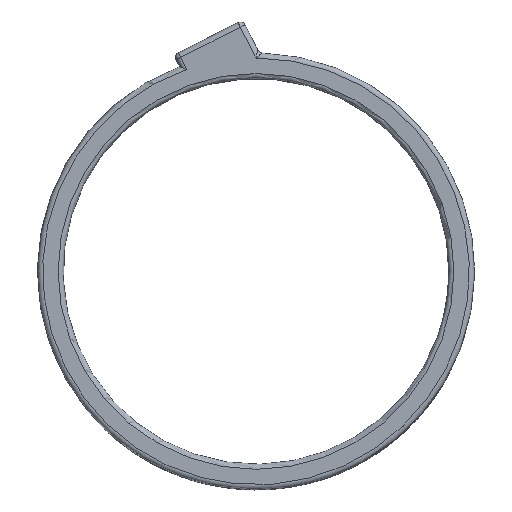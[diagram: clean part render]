
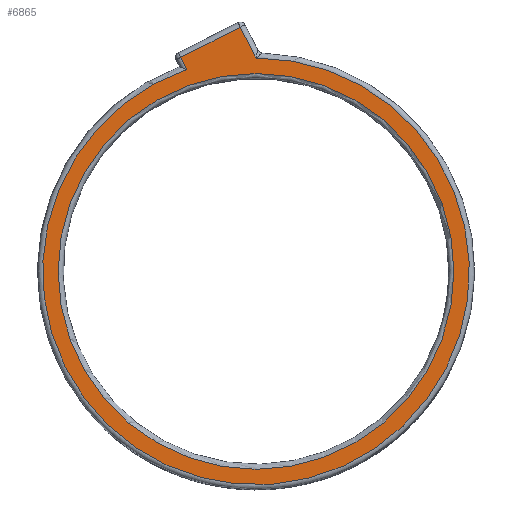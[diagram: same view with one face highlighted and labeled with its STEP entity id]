
A CAD part, top view. The second image highlights one B-rep face of the part: STEP entity #6865.
In plain terms, the highlighted planar face has unit normal (0, 0, 1).
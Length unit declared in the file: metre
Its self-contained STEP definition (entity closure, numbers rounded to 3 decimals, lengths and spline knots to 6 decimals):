
#766=CIRCLE('',#7435,0.0385);
#767=CIRCLE('',#7436,0.0415);
#1264=ORIENTED_EDGE('',*,*,#3392,.T.);
#1265=ORIENTED_EDGE('',*,*,#3393,.T.);
#1266=ORIENTED_EDGE('',*,*,#3394,.T.);
#1267=ORIENTED_EDGE('',*,*,#3395,.T.);
#1268=ORIENTED_EDGE('',*,*,#3396,.T.);
#3392=EDGE_CURVE('',#4455,#4455,#766,.F.);
#3393=EDGE_CURVE('',#4456,#4457,#4910,.T.);
#3394=EDGE_CURVE('',#4457,#4458,#4911,.T.);
#3395=EDGE_CURVE('',#4458,#4459,#4912,.F.);
#3396=EDGE_CURVE('',#4459,#4456,#767,.T.);
#4455=VERTEX_POINT('',#10608);
#4456=VERTEX_POINT('',#10610);
#4457=VERTEX_POINT('',#10611);
#4458=VERTEX_POINT('',#10613);
#4459=VERTEX_POINT('',#10615);
#4910=LINE('',#10609,#5386);
#4911=LINE('',#10612,#5387);
#4912=LINE('',#10614,#5388);
#5386=VECTOR('',#8252,1.);
#5387=VECTOR('',#8253,1.);
#5388=VECTOR('',#8254,1.);
#5827=EDGE_LOOP('',(#1264));
#5828=EDGE_LOOP('',(#1265,#1266,#1267,#1268));
#6273=FACE_BOUND('',#5827,.T.);
#6274=FACE_BOUND('',#5828,.T.);
#6676=PLANE('',#7434);
#6865=ADVANCED_FACE('',(#6273,#6274),#6676,.T.);
#7434=AXIS2_PLACEMENT_3D('',#10606,#8248,#8249);
#7435=AXIS2_PLACEMENT_3D('',#10607,#8250,#8251);
#7436=AXIS2_PLACEMENT_3D('',#10616,#8255,#8256);
#8248=DIRECTION('',(0.,0.,1.));
#8249=DIRECTION('',(1.,0.,0.));
#8250=DIRECTION('',(0.,0.,1.));
#8251=DIRECTION('',(1.,0.,0.));
#8252=DIRECTION('',(-0.454,0.891,0.));
#8253=DIRECTION('',(-0.891,-0.454,0.));
#8254=DIRECTION('',(-0.454,0.891,0.));
#8255=DIRECTION('',(0.,0.,1.));
#8256=DIRECTION('',(1.,0.,0.));
#10606=CARTESIAN_POINT('',(0.,0.,0.006));
#10607=CARTESIAN_POINT('',(0.,0.,0.006));
#10608=CARTESIAN_POINT('',(0.0385,0.,0.006));
#10609=CARTESIAN_POINT('',(-0.003518,0.048405,0.006));
#10610=CARTESIAN_POINT('',(0.,0.0415,0.006));
#10611=CARTESIAN_POINT('',(-0.003064,0.047514,0.006));
#10612=CARTESIAN_POINT('',(-0.015539,0.041158,0.006));
#10613=CARTESIAN_POINT('',(-0.014648,0.041612,0.006));
#10614=CARTESIAN_POINT('',(-0.013965,0.040273,0.006));
#10615=CARTESIAN_POINT('',(-0.013449,0.03926,0.006));
#10616=CARTESIAN_POINT('',(0.,0.,0.006));
